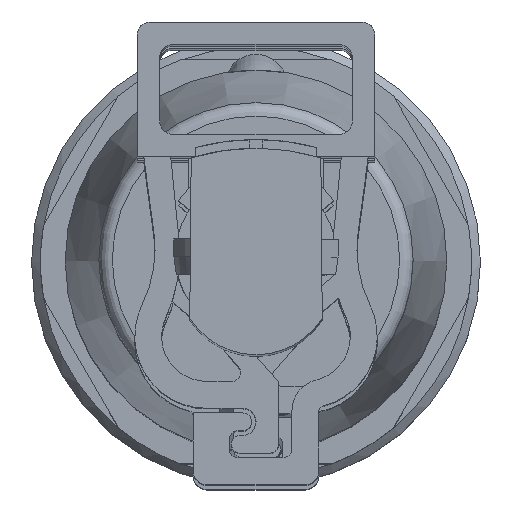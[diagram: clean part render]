
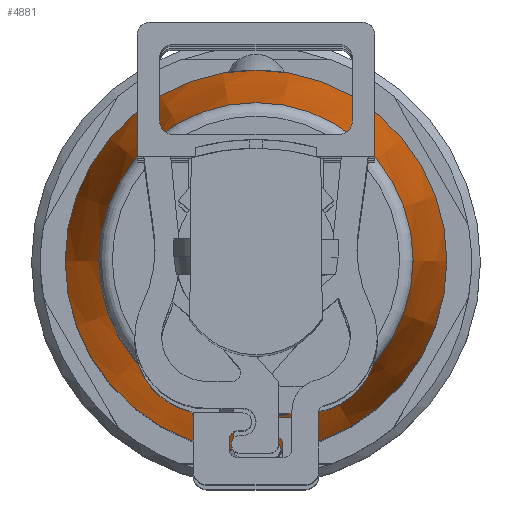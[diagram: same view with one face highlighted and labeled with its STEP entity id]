
A CAD part, top view. The second image highlights one B-rep face of the part: STEP entity #4881.
In plain terms, the highlighted conical face has half-angle 7.907 degrees and reference radius 3.5 mm.
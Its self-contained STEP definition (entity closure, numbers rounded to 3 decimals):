
#58=CONICAL_SURFACE('',#5294,3.5,0.138);
#1050=CIRCLE('',#5293,3.5);
#1051=CIRCLE('',#5295,4.25);
#2053=ORIENTED_EDGE('',*,*,#2645,.F.);
#2054=ORIENTED_EDGE('',*,*,#2644,.T.);
#2644=EDGE_CURVE('',#3020,#3020,#1050,.T.);
#2645=EDGE_CURVE('',#3021,#3021,#1051,.T.);
#3020=VERTEX_POINT('',#7606);
#3021=VERTEX_POINT('',#7609);
#3276=EDGE_LOOP('',(#2053));
#3277=EDGE_LOOP('',(#2054));
#3564=FACE_BOUND('',#3276,.T.);
#3565=FACE_BOUND('',#3277,.T.);
#4881=ADVANCED_FACE('',(#3564,#3565),#58,.T.);
#5293=AXIS2_PLACEMENT_3D('',#7605,#6409,#6410);
#5294=AXIS2_PLACEMENT_3D('',#7607,#6411,#6412);
#5295=AXIS2_PLACEMENT_3D('',#7608,#6413,#6414);
#6409=DIRECTION('',(0.,0.,-1.));
#6410=DIRECTION('',(-1.,0.,0.));
#6411=DIRECTION('',(0.,0.,-1.));
#6412=DIRECTION('',(-1.,0.,0.));
#6413=DIRECTION('',(0.,0.,-1.));
#6414=DIRECTION('',(-1.,0.,0.));
#7605=CARTESIAN_POINT('',(0.,0.,-10.5));
#7606=CARTESIAN_POINT('',(-3.5,0.,-10.5));
#7607=CARTESIAN_POINT('',(0.,0.,-10.5));
#7608=CARTESIAN_POINT('',(0.,0.,-15.9));
#7609=CARTESIAN_POINT('',(-4.25,0.,-15.9));
